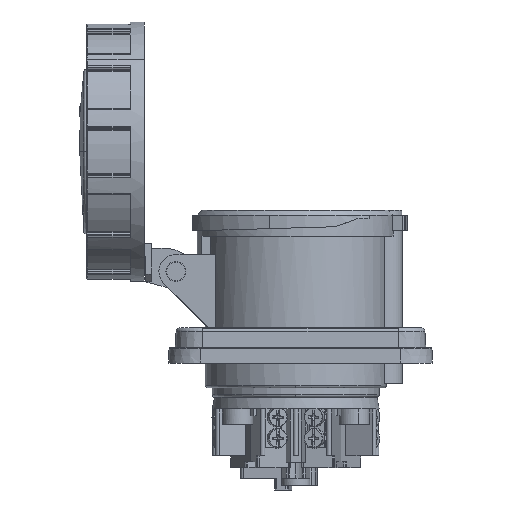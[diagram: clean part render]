
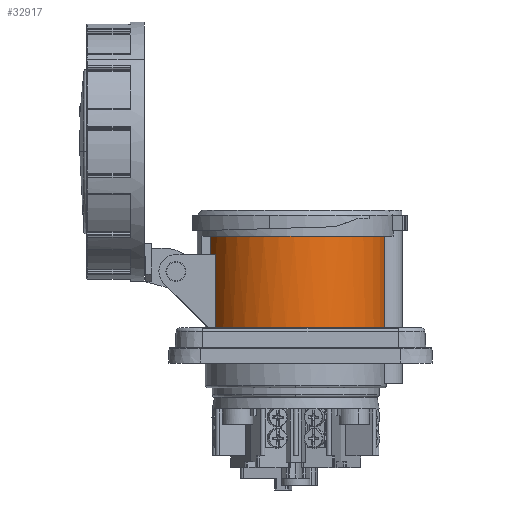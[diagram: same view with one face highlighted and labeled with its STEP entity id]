
A CAD part, left-side view. The second image highlights one B-rep face of the part: STEP entity #32917.
In plain terms, the highlighted cylindrical face has radius 38.5 mm (diameter 77 mm), a partial arc.
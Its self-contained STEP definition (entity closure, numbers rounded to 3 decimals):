
#467 = VERTEX_POINT ( 'NONE', #52855 ) ;
#833 = VECTOR ( 'NONE', #23983, 1000. ) ;
#2169 = LINE ( 'NONE', #47296, #833 ) ;
#3568 = CARTESIAN_POINT ( 'NONE',  ( -17.75, 34.164, -49.624 ) ) ;
#3713 = EDGE_CURVE ( 'NONE', #24776, #467, #13235, .T. ) ;
#5639 = VERTEX_POINT ( 'NONE', #52966 ) ;
#7554 = AXIS2_PLACEMENT_3D ( 'NONE', #36687, #24245, #46386 ) ;
#8215 = CARTESIAN_POINT ( 'NONE',  ( 0., 0., -18.374 ) ) ;
#8581 = DIRECTION ( 'NONE',  ( 0., 0., 1. ) ) ;
#8835 = LINE ( 'NONE', #26802, #19932 ) ;
#9414 = DIRECTION ( 'NONE',  ( 0., 0., -1. ) ) ;
#10630 = CARTESIAN_POINT ( 'NONE',  ( -17.75, 34.164, -18.374 ) ) ;
#11008 = VERTEX_POINT ( 'NONE', #3568 ) ;
#12489 = CARTESIAN_POINT ( 'NONE',  ( -13., 36.239, -18.374 ) ) ;
#12641 = AXIS2_PLACEMENT_3D ( 'NONE', #37376, #50936, #47093 ) ;
#12925 = DIRECTION ( 'NONE',  ( 0., 1., 0. ) ) ;
#12984 = CYLINDRICAL_SURFACE ( 'NONE', #52723, 38.5 ) ;
#13235 = CIRCLE ( 'NONE', #7554, 38.5 ) ;
#13294 = DIRECTION ( 'NONE',  ( 0., 1., 0. ) ) ;
#16031 = ORIENTED_EDGE ( 'NONE', *, *, #34431, .T. ) ;
#19932 = VECTOR ( 'NONE', #9414, 1000. ) ;
#21954 = ORIENTED_EDGE ( 'NONE', *, *, #46446, .T. ) ;
#23983 = DIRECTION ( 'NONE',  ( 0., 0., -1. ) ) ;
#24245 = DIRECTION ( 'NONE',  ( 0., 0., -1. ) ) ;
#24776 = VERTEX_POINT ( 'NONE', #53907 ) ;
#26549 = AXIS2_PLACEMENT_3D ( 'NONE', #8215, #53332, #12925 ) ;
#26802 = CARTESIAN_POINT ( 'NONE',  ( -17.75, 34.164, -36.874 ) ) ;
#28401 = CIRCLE ( 'NONE', #26549, 38.5 ) ;
#30532 = CIRCLE ( 'NONE', #12641, 38.5 ) ;
#30811 = ORIENTED_EDGE ( 'NONE', *, *, #52413, .T. ) ;
#32262 = EDGE_CURVE ( 'NONE', #24776, #5639, #2169, .T. ) ;
#32411 = ORIENTED_EDGE ( 'NONE', *, *, #32262, .F. ) ;
#32917 = ADVANCED_FACE ( 'NONE', ( #35393 ), #12984, .T. ) ;
#34431 = EDGE_CURVE ( 'NONE', #38652, #49924, #28401, .T. ) ;
#34536 = VECTOR ( 'NONE', #53001, 1000. ) ;
#35016 = CARTESIAN_POINT ( 'NONE',  ( -13., 36.239, -36.874 ) ) ;
#35393 = FACE_OUTER_BOUND ( 'NONE', #39431, .T. ) ;
#36687 = CARTESIAN_POINT ( 'NONE',  ( 0., 0., -10.624 ) ) ;
#37376 = CARTESIAN_POINT ( 'NONE',  ( 0., 0., -49.624 ) ) ;
#38652 = VERTEX_POINT ( 'NONE', #12489 ) ;
#39431 = EDGE_LOOP ( 'NONE', ( #30811, #51075, #32411, #56951, #21954, #16031 ) ) ;
#46386 = DIRECTION ( 'NONE',  ( 0., 1., 0. ) ) ;
#46446 = EDGE_CURVE ( 'NONE', #467, #38652, #53581, .T. ) ;
#47093 = DIRECTION ( 'NONE',  ( 0., 1., 0. ) ) ;
#47296 = CARTESIAN_POINT ( 'NONE',  ( -7.987, -37.662, 0.376 ) ) ;
#49269 = CARTESIAN_POINT ( 'NONE',  ( 0., 0., -36.874 ) ) ;
#49924 = VERTEX_POINT ( 'NONE', #10630 ) ;
#50936 = DIRECTION ( 'NONE',  ( 0., 0., 1. ) ) ;
#51075 = ORIENTED_EDGE ( 'NONE', *, *, #55054, .T. ) ;
#52413 = EDGE_CURVE ( 'NONE', #49924, #11008, #8835, .T. ) ;
#52723 = AXIS2_PLACEMENT_3D ( 'NONE', #49269, #8581, #13294 ) ;
#52855 = CARTESIAN_POINT ( 'NONE',  ( -13., 36.239, -10.624 ) ) ;
#52966 = CARTESIAN_POINT ( 'NONE',  ( -7.987, -37.662, -49.624 ) ) ;
#53001 = DIRECTION ( 'NONE',  ( 0., 0., -1. ) ) ;
#53332 = DIRECTION ( 'NONE',  ( 0., 0., 1. ) ) ;
#53581 = LINE ( 'NONE', #35016, #34536 ) ;
#53907 = CARTESIAN_POINT ( 'NONE',  ( -7.987, -37.662, -10.624 ) ) ;
#55054 = EDGE_CURVE ( 'NONE', #11008, #5639, #30532, .T. ) ;
#56951 = ORIENTED_EDGE ( 'NONE', *, *, #3713, .T. ) ;
